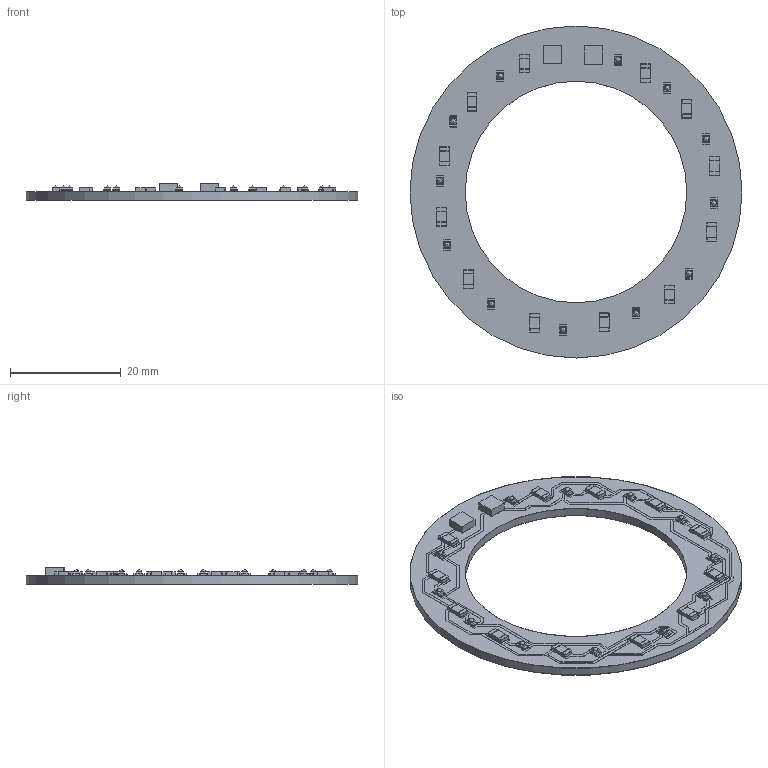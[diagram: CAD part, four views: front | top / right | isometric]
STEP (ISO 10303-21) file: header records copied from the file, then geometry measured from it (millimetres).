
FILE_DESCRIPTION(/* description */ (''),/* implementation_level */ '2;1');
FILE_NAME(/* name */ 'LED_Ring.step',/* time_stamp */ '2022-01-16T11:44:02+01:00',/* author */ (''),/* organization */ (''),/* preprocessor_version */ 'ST-DEVELOPER v18.1',/* originating_system */ 'Autodesk Translation Framework v10.10.0.1391',/* authorisation */ '');
FILE_SCHEMA (('AUTOMOTIVE_DESIGN { 1 0 10303 214 3 1 1 }'));
Length unit declared in the file: millimetre
Products named in the file (11): Leiterplatte; Board; 1-copper; 16-copper; 1-soldermask; 16-soldermask; Packages; LEDC2012X105N_RND-R; Model; RESC3216X70; 1X01_2MM
Assembly tree (33 placements, depth 4):
  Leiterplatte
    Board
    1-copper
    16-copper
    1-soldermask
    16-soldermask
    Packages
      LEDC2012X105N_RND-R  x12
        Model
      RESC3216X70  x12
      1X01_2MM  x2
Bounding box: 60.03 x 60.03 x 3.08 mm (x, y, z)
Volume: 2622.1 mm3; surface area: 11099.3 mm2
Topology: 99 solids, 99 shells, 2218 faces, 4836 edges, 2840 vertices
Faces by surface type: plane 1116, cylinder 706, sphere 396
Full cylindrical faces by diameter (mm): 1.93 x14, 2 x4, 40.05 x3, 60.033 x3
Entity records: 25570 total; most frequent: CARTESIAN_POINT 4412, ORIENTED_EDGE 4300, DIRECTION 4228, EDGE_CURVE 2150, LINE 1792, VECTOR 1792, VERTEX_POINT 1402, AXIS2_PLACEMENT_3D 1218
